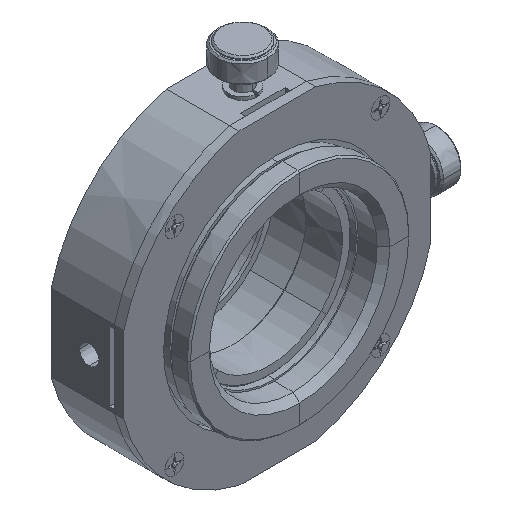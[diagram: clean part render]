
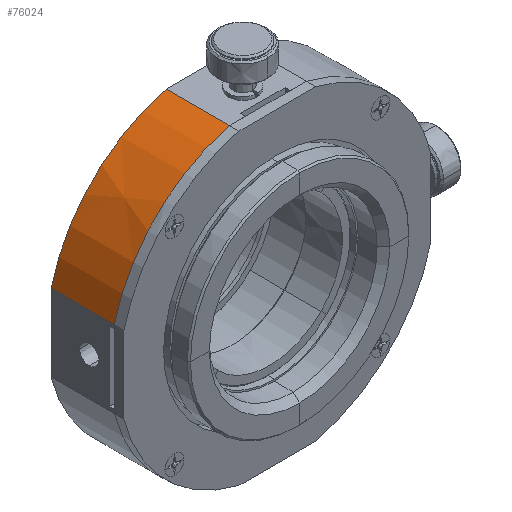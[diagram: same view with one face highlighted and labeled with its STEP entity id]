
A CAD part, isometric view. The second image highlights one B-rep face of the part: STEP entity #76024.
In plain terms, the highlighted free-form (B-spline) face has degree [2, 2] with [3, 3] control points.
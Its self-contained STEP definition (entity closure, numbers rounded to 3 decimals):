
#2222 = VERTEX_POINT ( 'NONE', #23734 ) ;
#3196 = FACE_OUTER_BOUND ( 'NONE', #44270, .T. ) ;
#7335 = VERTEX_POINT ( 'NONE', #17516 ) ;
#13501 = EDGE_CURVE ( 'NONE', #107395, #7335, #76490, .T. ) ;
#16061 = VERTEX_POINT ( 'NONE', #34624 ) ;
#17516 = CARTESIAN_POINT ( 'NONE',  ( -48.5, 0., 12.155 ) ) ;
#17856 = LINE ( 'NONE', #32178, #57022 ) ;
#19838 =( BOUNDED_SURFACE ( )  B_SPLINE_SURFACE ( 2, 2, ( 
 ( #58205, #28074, #70073 ),
 ( #38993, #28973, #80109 ),
 ( #101177, #48619, #81006 ) ),
 .UNSPECIFIED., .F., .F., .F. ) 
 B_SPLINE_SURFACE_WITH_KNOTS ( ( 3, 3 ),
 ( 3, 3 ),
 ( 0., 1. ),
 ( 0., 1. ),
 .UNSPECIFIED. ) 
 GEOMETRIC_REPRESENTATION_ITEM ( )  RATIONAL_B_SPLINE_SURFACE ( (
 ( 1., 1., 1.),
 ( 0.858, 0.858, 0.858),
 ( 1., 1., 1.) ) ) 
 REPRESENTATION_ITEM ( '' )  SURFACE ( )  );
#23734 = CARTESIAN_POINT ( 'NONE',  ( -48.5, -20., 12.155 ) ) ;
#26989 = CARTESIAN_POINT ( 'NONE',  ( 0., 0., 0. ) ) ;
#28074 = CARTESIAN_POINT ( 'NONE',  ( -48.5, -10., 12.155 ) ) ;
#28973 = CARTESIAN_POINT ( 'NONE',  ( -41.217, -10., 41.217 ) ) ;
#30405 = DIRECTION ( 'NONE',  ( 0., -1., 0. ) ) ;
#32178 = CARTESIAN_POINT ( 'NONE',  ( -48.5, 0., 12.155 ) ) ;
#34624 = CARTESIAN_POINT ( 'NONE',  ( -12.155, -20., 48.5 ) ) ;
#38993 = CARTESIAN_POINT ( 'NONE',  ( -41.217, -20., 41.217 ) ) ;
#44270 = EDGE_LOOP ( 'NONE', ( #98398, #66220, #77819, #102015 ) ) ;
#48619 = CARTESIAN_POINT ( 'NONE',  ( -12.155, -10., 48.5 ) ) ;
#49804 = DIRECTION ( 'NONE',  ( 0., -1., 0. ) ) ;
#57022 = VECTOR ( 'NONE', #106157, 1000. ) ;
#58205 = CARTESIAN_POINT ( 'NONE',  ( -48.5, -20., 12.155 ) ) ;
#60739 = DIRECTION ( 'NONE',  ( -0.243, 0., 0.97 ) ) ;
#66048 = AXIS2_PLACEMENT_3D ( 'NONE', #92983, #30405, #133568 ) ;
#66220 = ORIENTED_EDGE ( 'NONE', *, *, #68025, .F. ) ;
#68025 = EDGE_CURVE ( 'NONE', #107395, #16061, #101759, .T. ) ;
#68565 = CIRCLE ( 'NONE', #66048, 50. ) ;
#70073 = CARTESIAN_POINT ( 'NONE',  ( -48.5, 0., 12.155 ) ) ;
#73885 = VECTOR ( 'NONE', #128155, 1000. ) ;
#76024 = ADVANCED_FACE ( 'NONE', ( #3196 ), #19838, .T. ) ;
#76490 = CIRCLE ( 'NONE', #101957, 50. ) ;
#77819 = ORIENTED_EDGE ( 'NONE', *, *, #13501, .T. ) ;
#80109 = CARTESIAN_POINT ( 'NONE',  ( -41.217, 0., 41.217 ) ) ;
#81006 = CARTESIAN_POINT ( 'NONE',  ( -12.155, 0., 48.5 ) ) ;
#87525 = CARTESIAN_POINT ( 'NONE',  ( -12.155, 0., 48.5 ) ) ;
#88188 = EDGE_CURVE ( 'NONE', #16061, #2222, #68565, .T. ) ;
#88587 = EDGE_CURVE ( 'NONE', #7335, #2222, #17856, .T. ) ;
#92983 = CARTESIAN_POINT ( 'NONE',  ( 0., -20., 0. ) ) ;
#98398 = ORIENTED_EDGE ( 'NONE', *, *, #88188, .F. ) ;
#101177 = CARTESIAN_POINT ( 'NONE',  ( -12.155, -20., 48.5 ) ) ;
#101759 = LINE ( 'NONE', #87525, #73885 ) ;
#101957 = AXIS2_PLACEMENT_3D ( 'NONE', #26989, #49804, #60739 ) ;
#102015 = ORIENTED_EDGE ( 'NONE', *, *, #88587, .T. ) ;
#106157 = DIRECTION ( 'NONE',  ( 0., -1., 0. ) ) ;
#107395 = VERTEX_POINT ( 'NONE', #133108 ) ;
#128155 = DIRECTION ( 'NONE',  ( 0., -1., 0. ) ) ;
#133108 = CARTESIAN_POINT ( 'NONE',  ( -12.155, 0., 48.5 ) ) ;
#133568 = DIRECTION ( 'NONE',  ( -0.243, 0., 0.97 ) ) ;
